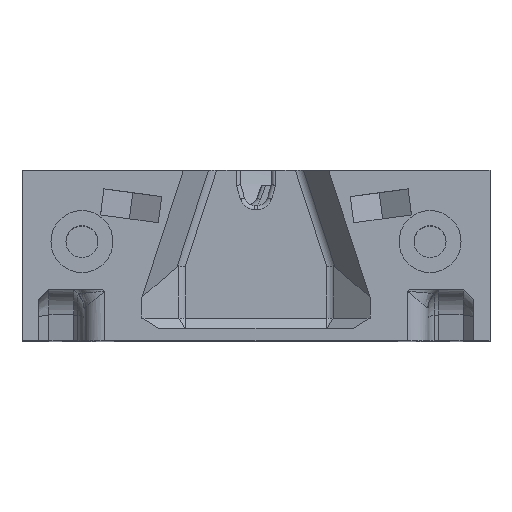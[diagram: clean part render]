
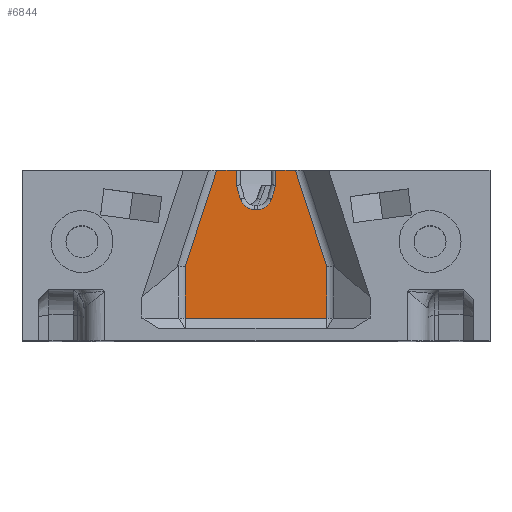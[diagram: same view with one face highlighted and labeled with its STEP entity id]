
A CAD part, top view. The second image highlights one B-rep face of the part: STEP entity #6844.
In plain terms, the highlighted planar face has unit normal (0, 0, 1).
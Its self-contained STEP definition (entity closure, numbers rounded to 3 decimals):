
#351 = VERTEX_POINT ( 'NONE', #19256 ) ;
#742 = CARTESIAN_POINT ( 'NONE',  ( 104.898, 32.071, 50.865 ) ) ;
#786 = VERTEX_POINT ( 'NONE', #6468 ) ;
#1004 = ORIENTED_EDGE ( 'NONE', *, *, #17341, .T. ) ;
#1254 = CARTESIAN_POINT ( 'NONE',  ( 126.776, -23.722, 50.865 ) ) ;
#2118 = EDGE_CURVE ( 'NONE', #786, #3177, #7626, .T. ) ;
#2252 = VERTEX_POINT ( 'NONE', #1254 ) ;
#2544 = ORIENTED_EDGE ( 'NONE', *, *, #12534, .T. ) ;
#2595 = DIRECTION ( 'NONE',  ( -0.292, -0.956, 0. ) ) ;
#2720 = ORIENTED_EDGE ( 'NONE', *, *, #8373, .T. ) ;
#2790 = CARTESIAN_POINT ( 'NONE',  ( 114.458, -34.993, 50.865 ) ) ;
#2843 = CARTESIAN_POINT ( 'NONE',  ( 113.084, -18.762, 50.865 ) ) ;
#2858 = VECTOR ( 'NONE', #10362, 1000. ) ;
#2859 = ORIENTED_EDGE ( 'NONE', *, *, #3867, .T. ) ;
#2905 = VERTEX_POINT ( 'NONE', #15059 ) ;
#3177 = VERTEX_POINT ( 'NONE', #6956 ) ;
#3243 = DIRECTION ( 'NONE',  ( 1., 0., 0. ) ) ;
#3447 = AXIS2_PLACEMENT_3D ( 'NONE', #6807, #8106, #3243 ) ;
#3584 = VERTEX_POINT ( 'NONE', #15535 ) ;
#3663 = FACE_OUTER_BOUND ( 'NONE', #18394, .T. ) ;
#3674 = DIRECTION ( 'NONE',  ( 0., 1., 0. ) ) ;
#3771 = CARTESIAN_POINT ( 'NONE',  ( 126.96, -9.422, 50.865 ) ) ;
#3867 = EDGE_CURVE ( 'NONE', #3584, #20271, #6986, .T. ) ;
#3998 = EDGE_CURVE ( 'NONE', #6122, #11264, #11186, .T. ) ;
#4064 = DIRECTION ( 'NONE',  ( -1., 0., 0. ) ) ;
#4181 = EDGE_CURVE ( 'NONE', #3177, #351, #9337, .T. ) ;
#4190 = VECTOR ( 'NONE', #9144, 1000. ) ;
#4578 = VECTOR ( 'NONE', #2595, 1000. ) ;
#4670 = ORIENTED_EDGE ( 'NONE', *, *, #14405, .T. ) ;
#4911 = DIRECTION ( 'NONE',  ( 1., 0., 0. ) ) ;
#5729 = EDGE_CURVE ( 'NONE', #17354, #2252, #19711, .T. ) ;
#5906 = CARTESIAN_POINT ( 'NONE',  ( 118.03, -9.422, 50.865 ) ) ;
#6122 = VERTEX_POINT ( 'NONE', #8103 ) ;
#6304 = VECTOR ( 'NONE', #7630, 1000. ) ;
#6349 = EDGE_CURVE ( 'NONE', #16922, #11264, #15441, .T. ) ;
#6468 = CARTESIAN_POINT ( 'NONE',  ( 120.078, -13.222, 50.865 ) ) ;
#6626 = VECTOR ( 'NONE', #3674, 1000. ) ;
#6732 = CARTESIAN_POINT ( 'NONE',  ( 0., -23.722, 50.865 ) ) ;
#6807 = CARTESIAN_POINT ( 'NONE',  ( 0., 0., 50.865 ) ) ;
#6844 = ADVANCED_FACE ( 'NONE', ( #3663 ), #11771, .T. ) ;
#6956 = CARTESIAN_POINT ( 'NONE',  ( 119.781, -13.222, 50.865 ) ) ;
#6986 = LINE ( 'NONE', #18990, #15899 ) ;
#7222 = DIRECTION ( 'NONE',  ( -0.292, 0.956, 0. ) ) ;
#7251 = ORIENTED_EDGE ( 'NONE', *, *, #21180, .T. ) ;
#7626 = LINE ( 'NONE', #18900, #19307 ) ;
#7630 = DIRECTION ( 'NONE',  ( 0., 1., 0. ) ) ;
#7918 = CARTESIAN_POINT ( 'NONE',  ( 121.417, -12.231, 50.865 ) ) ;
#8103 = CARTESIAN_POINT ( 'NONE',  ( 118.03, -9.422, 50.865 ) ) ;
#8106 = DIRECTION ( 'NONE',  ( 0., 0., 1. ) ) ;
#8373 = EDGE_CURVE ( 'NONE', #10846, #6122, #21169, .T. ) ;
#8450 = DIRECTION ( 'NONE',  ( 1., 0., 0. ) ) ;
#8855 = LINE ( 'NONE', #3771, #2858 ) ;
#8906 = ORIENTED_EDGE ( 'NONE', *, *, #3998, .T. ) ;
#9006 = ORIENTED_EDGE ( 'NONE', *, *, #6349, .F. ) ;
#9049 = VECTOR ( 'NONE', #14147, 1000. ) ;
#9144 = DIRECTION ( 'NONE',  ( 0., 1., 0. ) ) ;
#9337 = CIRCLE ( 'NONE', #14189, 1.4 ) ;
#9513 = ORIENTED_EDGE ( 'NONE', *, *, #5729, .T. ) ;
#9610 = VERTEX_POINT ( 'NONE', #7918 ) ;
#10042 = CARTESIAN_POINT ( 'NONE',  ( 118.03, -10.882, 50.865 ) ) ;
#10090 = DIRECTION ( 'NONE',  ( 0., 0., -1. ) ) ;
#10308 = ORIENTED_EDGE ( 'NONE', *, *, #21091, .T. ) ;
#10362 = DIRECTION ( 'NONE',  ( -1., 0., 0. ) ) ;
#10744 = CARTESIAN_POINT ( 'NONE',  ( 116.122, -9.422, 50.865 ) ) ;
#10846 = VERTEX_POINT ( 'NONE', #10042 ) ;
#10942 = DIRECTION ( 'NONE',  ( 1., 0., 0. ) ) ;
#11186 = LINE ( 'NONE', #14106, #11763 ) ;
#11264 = VERTEX_POINT ( 'NONE', #10744 ) ;
#11763 = VECTOR ( 'NONE', #12689, 1000. ) ;
#11771 = PLANE ( 'NONE',  #3447 ) ;
#12025 = EDGE_CURVE ( 'NONE', #17354, #16922, #13506, .T. ) ;
#12166 = CIRCLE ( 'NONE', #17359, 1.4 ) ;
#12338 = ORIENTED_EDGE ( 'NONE', *, *, #4181, .T. ) ;
#12534 = EDGE_CURVE ( 'NONE', #2252, #3584, #19003, .T. ) ;
#12689 = DIRECTION ( 'NONE',  ( -1., 0., 0. ) ) ;
#12938 = VECTOR ( 'NONE', #7222, 1000. ) ;
#13164 = VERTEX_POINT ( 'NONE', #20248 ) ;
#13232 = CARTESIAN_POINT ( 'NONE',  ( 119.781, -11.822, 50.865 ) ) ;
#13384 = CARTESIAN_POINT ( 'NONE',  ( 130.727, 35.49, 50.865 ) ) ;
#13506 = LINE ( 'NONE', #15033, #6626 ) ;
#13672 = CARTESIAN_POINT ( 'NONE',  ( 123.738, -9.422, 50.865 ) ) ;
#14106 = CARTESIAN_POINT ( 'NONE',  ( 126.96, -9.422, 50.865 ) ) ;
#14147 = DIRECTION ( 'NONE',  ( 0., -1., 0. ) ) ;
#14189 = AXIS2_PLACEMENT_3D ( 'NONE', #13232, #10090, #4911 ) ;
#14405 = EDGE_CURVE ( 'NONE', #9610, #786, #12166, .T. ) ;
#14435 = CARTESIAN_POINT ( 'NONE',  ( 126.776, 0., 50.865 ) ) ;
#15033 = CARTESIAN_POINT ( 'NONE',  ( 113.084, 0., 50.865 ) ) ;
#15059 = CARTESIAN_POINT ( 'NONE',  ( 121.83, -10.882, 50.865 ) ) ;
#15441 = LINE ( 'NONE', #13384, #21419 ) ;
#15535 = CARTESIAN_POINT ( 'NONE',  ( 126.776, -18.762, 50.865 ) ) ;
#15673 = CARTESIAN_POINT ( 'NONE',  ( 113.084, -23.722, 50.865 ) ) ;
#15876 = LINE ( 'NONE', #2790, #4578 ) ;
#15899 = VECTOR ( 'NONE', #20521, 1000. ) ;
#16195 = LINE ( 'NONE', #19345, #9049 ) ;
#16922 = VERTEX_POINT ( 'NONE', #2843 ) ;
#17178 = ORIENTED_EDGE ( 'NONE', *, *, #12025, .F. ) ;
#17341 = EDGE_CURVE ( 'NONE', #351, #10846, #18707, .T. ) ;
#17354 = VERTEX_POINT ( 'NONE', #15673 ) ;
#17359 = AXIS2_PLACEMENT_3D ( 'NONE', #17538, #19385, #10942 ) ;
#17538 = CARTESIAN_POINT ( 'NONE',  ( 120.078, -11.822, 50.865 ) ) ;
#17772 = ORIENTED_EDGE ( 'NONE', *, *, #21118, .T. ) ;
#18381 = DIRECTION ( 'NONE',  ( 0.309, 0.951, 0. ) ) ;
#18394 = EDGE_LOOP ( 'NONE', ( #10308, #17772, #7251, #4670, #19275, #12338, #1004, #2720, #8906, #9006, #17178, #9513, #2544, #2859 ) ) ;
#18707 = LINE ( 'NONE', #742, #12938 ) ;
#18900 = CARTESIAN_POINT ( 'NONE',  ( 119.781, -13.222, 50.865 ) ) ;
#18990 = CARTESIAN_POINT ( 'NONE',  ( 109.133, 35.49, 50.865 ) ) ;
#19003 = LINE ( 'NONE', #14435, #6304 ) ;
#19025 = VECTOR ( 'NONE', #8450, 1000. ) ;
#19256 = CARTESIAN_POINT ( 'NONE',  ( 118.442, -12.231, 50.865 ) ) ;
#19275 = ORIENTED_EDGE ( 'NONE', *, *, #2118, .T. ) ;
#19307 = VECTOR ( 'NONE', #4064, 1000. ) ;
#19345 = CARTESIAN_POINT ( 'NONE',  ( 121.83, -10.822, 50.865 ) ) ;
#19385 = DIRECTION ( 'NONE',  ( 0., 0., -1. ) ) ;
#19711 = LINE ( 'NONE', #6732, #19025 ) ;
#20248 = CARTESIAN_POINT ( 'NONE',  ( 121.83, -9.422, 50.865 ) ) ;
#20271 = VERTEX_POINT ( 'NONE', #13672 ) ;
#20521 = DIRECTION ( 'NONE',  ( -0.309, 0.951, 0. ) ) ;
#21091 = EDGE_CURVE ( 'NONE', #20271, #13164, #8855, .T. ) ;
#21118 = EDGE_CURVE ( 'NONE', #13164, #2905, #16195, .T. ) ;
#21169 = LINE ( 'NONE', #5906, #4190 ) ;
#21180 = EDGE_CURVE ( 'NONE', #2905, #9610, #15876, .T. ) ;
#21419 = VECTOR ( 'NONE', #18381, 1000. ) ;
